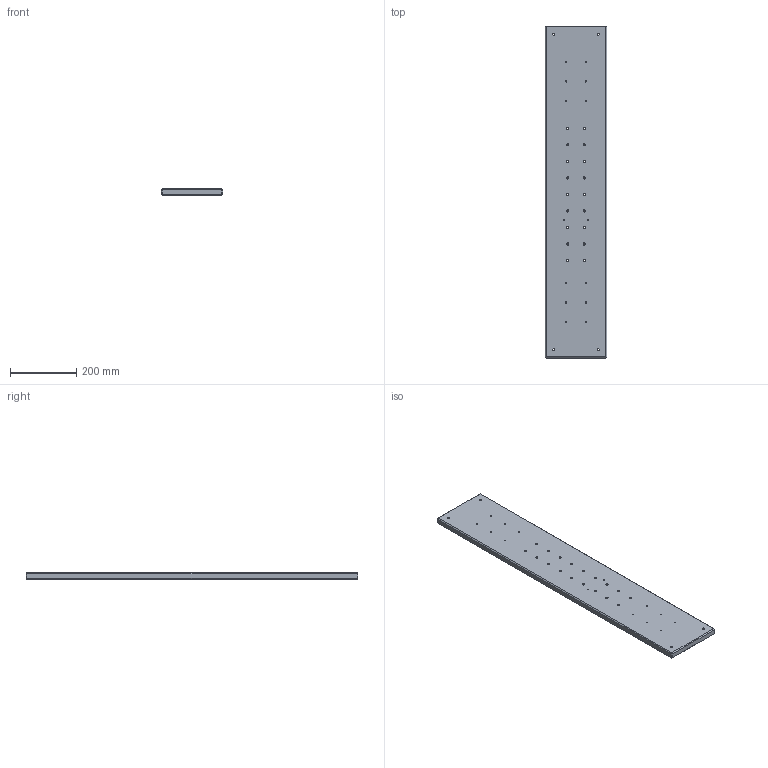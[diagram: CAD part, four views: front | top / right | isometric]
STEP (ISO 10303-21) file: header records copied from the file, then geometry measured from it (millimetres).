
FILE_DESCRIPTION (( 'STEP AP214' ), '1' );
FILE_NAME ('DP18901-C_CMPT096.STEP', '2021-11-16T11:47:26', ( '' ), ( '' ), 'SwSTEP 2.0', 'SolidWorks 2021', '' );
FILE_SCHEMA (( 'AUTOMOTIVE_DESIGN' ));
Length unit declared in the file: millimetre
Products named in the file (1): DP18901-C_CMPT096
Bounding box: 185 x 1005.2 x 20 mm (x, y, z)
Volume: 3679605.2 mm3; surface area: 421792.7 mm2
Topology: 1 solids, 1 shells, 128 faces, 336 edges, 206 vertices
Faces by surface type: cylinder 88, plane 28, cone 12
Entity records: 4390 total; most frequent: DIRECTION 758, CARTESIAN_POINT 659, ORIENTED_EDGE 648, EDGE_CURVE 324, AXIS2_PLACEMENT_3D 305, EDGE_LOOP 208, VERTEX_POINT 206, CIRCLE 176
